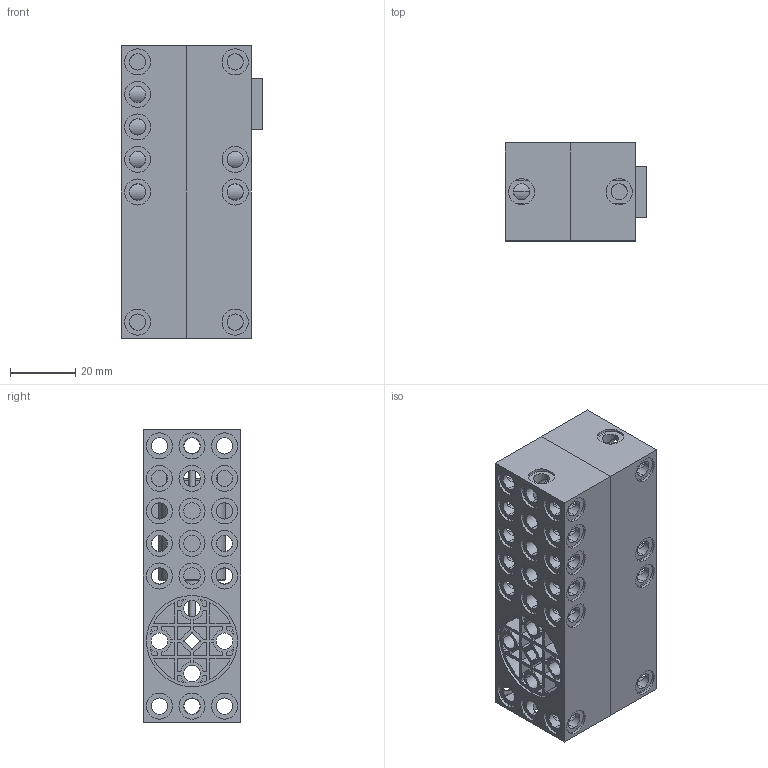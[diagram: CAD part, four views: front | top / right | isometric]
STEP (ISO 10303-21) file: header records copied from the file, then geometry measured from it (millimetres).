
FILE_DESCRIPTION (( 'STEP AP203' ), '1' );
FILE_NAME ('motor.STEP', '2019-02-15T11:17:39', ( '' ), ( '' ), 'SwSTEP 2.0', 'SolidWorks 2018', '' );
FILE_SCHEMA (( 'CONFIG_CONTROL_DESIGN' ));
Length unit declared in the file: millimetre
Products named in the file (6): MOhA; MOcA_2; motor; rj45_vert; MOcA_1; ff130-13200
Assembly tree (6 placements, depth 2):
  motor
    rj45_vert
    MOhA  x2
    MOcA_1
    MOcA_2
    ff130-13200
Bounding box: 43.44 x 30 x 90 mm (x, y, z)
Volume: 31531 mm3; surface area: 48689.5 mm2
Topology: 6 solids, 6 shells, 1572 faces, 3732 edges, 2295 vertices
Faces by surface type: plane 1062, cylinder 495, torus 11, cone 4
Entity records: 37298 total; most frequent: CARTESIAN_POINT 6536, DIRECTION 6228, ORIENTED_EDGE 6094, EDGE_CURVE 3047, VECTOR 2250, LINE 2250, AXIS2_PLACEMENT_3D 1989, VERTEX_POINT 1841
